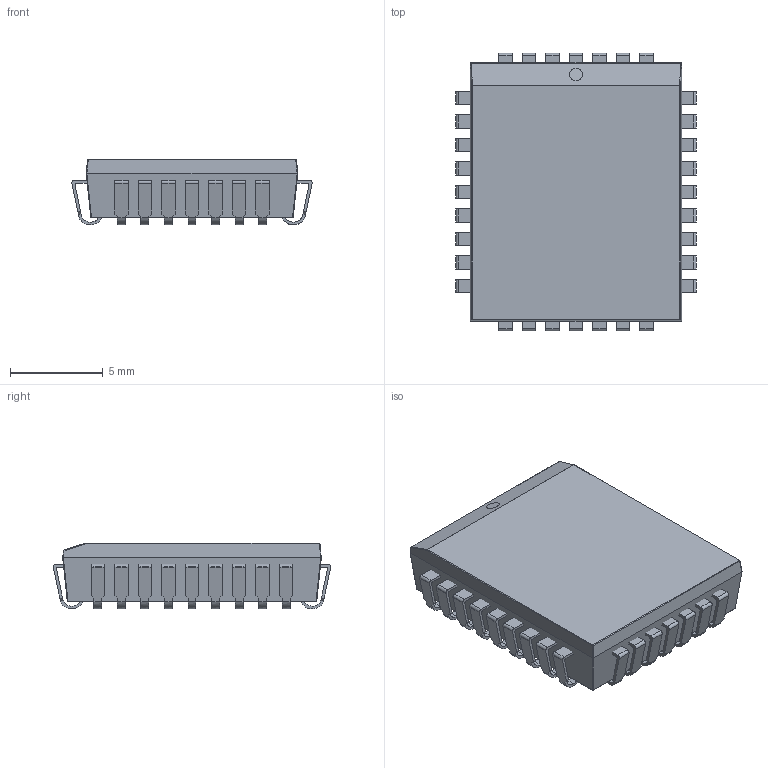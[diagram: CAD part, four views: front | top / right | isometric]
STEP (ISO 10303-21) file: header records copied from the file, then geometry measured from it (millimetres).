
FILE_DESCRIPTION (( 'STEP AP214' ), '1' );
FILE_NAME ('AT27C020-55JU-T.STEP', '2024-08-24T08:40:35', ( '' ), ( '' ), 'SwSTEP 2.0', 'SolidWorks 2023', '' );
FILE_SCHEMA (( 'AUTOMOTIVE_DESIGN' ));
Length unit declared in the file: inch
Products named in the file (4): logo; terminal; AT27C020-55JU-T; body
Assembly tree (3 placements, depth 2):
  AT27C020-55JU-T
    body
    terminal
    logo
Bounding box: 12.98 x 14.99 x 3.56 mm (x, y, z)
Volume: 503.8 mm3; surface area: 730.2 mm2
Topology: 34 solids, 34 shells, 614 faces, 1668 edges, 1106 vertices
Faces by surface type: plane 415, cylinder 181, bspline 18
Entity records: 28788 total; most frequent: CARTESIAN_POINT 5262, ORIENTED_EDGE 3304, DIRECTION 2806, EDGE_CURVE 1652, LINE 1190, VECTOR 1190, VERTEX_POINT 1106, AXIS2_PLACEMENT_3D 808
